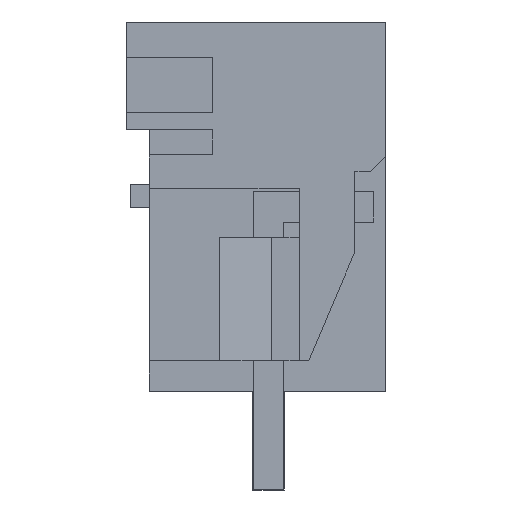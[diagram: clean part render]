
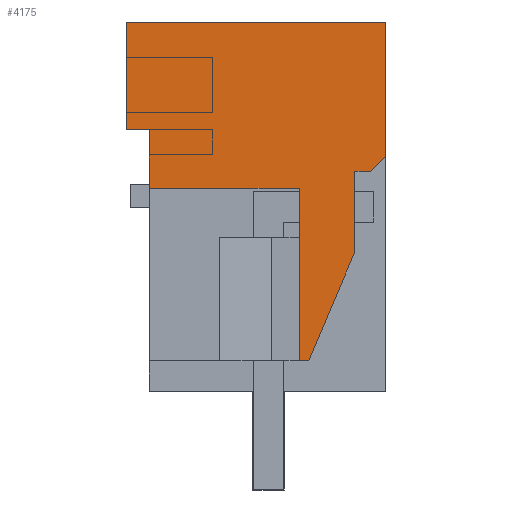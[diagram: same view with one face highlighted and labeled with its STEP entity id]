
A CAD part, left-side view. The second image highlights one B-rep face of the part: STEP entity #4175.
In plain terms, the highlighted planar face has unit normal (-1, 0, 0).
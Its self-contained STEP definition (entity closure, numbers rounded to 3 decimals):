
#4100=AXIS2_PLACEMENT_3D('Plane Axis2P3D',#4097,#4098,#4099) ;
#2145=CARTESIAN_POINT('Vertex',(0.,0.,15.2)) ;
#2148=CARTESIAN_POINT('Line Origine',(0.,0.,13.023)) ;
#2152=CARTESIAN_POINT('Vertex',(0.,0.,10.846)) ;
#3037=CARTESIAN_POINT('Vertex',(0.,7.68,9.8)) ;
#3040=CARTESIAN_POINT('Line Origine',(0.,7.68,10.75)) ;
#3044=CARTESIAN_POINT('Vertex',(0.,7.68,11.7)) ;
#4078=CARTESIAN_POINT('Line Origine',(0.,0.25,10.596)) ;
#4082=CARTESIAN_POINT('Vertex',(0.,0.5,10.346)) ;
#4097=CARTESIAN_POINT('Axis2P3D Location',(0.,-1.5,3.2)) ;
#4102=CARTESIAN_POINT('Line Origine',(0.,4.215,15.2)) ;
#4106=CARTESIAN_POINT('Vertex',(0.,8.43,15.2)) ;
#4109=CARTESIAN_POINT('Line Origine',(0.,8.43,13.45)) ;
#4113=CARTESIAN_POINT('Vertex',(0.,8.43,11.7)) ;
#4116=CARTESIAN_POINT('Line Origine',(0.,8.055,11.7)) ;
#4121=CARTESIAN_POINT('Line Origine',(0.,5.245,9.8)) ;
#4125=CARTESIAN_POINT('Vertex',(0.,2.81,9.8)) ;
#4128=CARTESIAN_POINT('Line Origine',(0.,2.81,7.)) ;
#4132=CARTESIAN_POINT('Vertex',(0.,2.81,4.2)) ;
#4135=CARTESIAN_POINT('Line Origine',(0.,2.655,4.2)) ;
#4139=CARTESIAN_POINT('Vertex',(0.,2.501,4.2)) ;
#4142=CARTESIAN_POINT('Line Origine',(0.,1.752,5.968)) ;
#4146=CARTESIAN_POINT('Vertex',(0.,1.003,7.735)) ;
#4149=CARTESIAN_POINT('Line Origine',(0.,1.003,9.041)) ;
#4153=CARTESIAN_POINT('Vertex',(0.,1.003,10.346)) ;
#4156=CARTESIAN_POINT('Line Origine',(0.,0.751,10.346)) ;
#2149=DIRECTION('Vector Direction',(0.,0.,1.)) ;
#3041=DIRECTION('Vector Direction',(0.,0.,-1.)) ;
#4079=DIRECTION('Vector Direction',(0.,-0.707,0.707)) ;
#4098=DIRECTION('Axis2P3D Direction',(-1.,0.,0.)) ;
#4099=DIRECTION('Axis2P3D XDirection',(0.,0.,1.)) ;
#4103=DIRECTION('Vector Direction',(0.,1.,0.)) ;
#4110=DIRECTION('Vector Direction',(0.,0.,-1.)) ;
#4117=DIRECTION('Vector Direction',(0.,-1.,0.)) ;
#4122=DIRECTION('Vector Direction',(0.,-1.,0.)) ;
#4129=DIRECTION('Vector Direction',(0.,0.,-1.)) ;
#4136=DIRECTION('Vector Direction',(0.,1.,0.)) ;
#4143=DIRECTION('Vector Direction',(0.,0.39,-0.921)) ;
#4150=DIRECTION('Vector Direction',(0.,0.,-1.)) ;
#4157=DIRECTION('Vector Direction',(0.,-1.,0.)) ;
#2150=VECTOR('Line Direction',#2149,1.) ;
#3042=VECTOR('Line Direction',#3041,1.) ;
#4080=VECTOR('Line Direction',#4079,1.) ;
#4104=VECTOR('Line Direction',#4103,1.) ;
#4111=VECTOR('Line Direction',#4110,1.) ;
#4118=VECTOR('Line Direction',#4117,1.) ;
#4123=VECTOR('Line Direction',#4122,1.) ;
#4130=VECTOR('Line Direction',#4129,1.) ;
#4137=VECTOR('Line Direction',#4136,1.) ;
#4144=VECTOR('Line Direction',#4143,1.) ;
#4151=VECTOR('Line Direction',#4150,1.) ;
#4158=VECTOR('Line Direction',#4157,1.) ;
#4162=ORIENTED_EDGE('',*,*,#2154,.T.) ;
#4163=ORIENTED_EDGE('',*,*,#4108,.T.) ;
#4164=ORIENTED_EDGE('',*,*,#4115,.T.) ;
#4165=ORIENTED_EDGE('',*,*,#4120,.T.) ;
#4166=ORIENTED_EDGE('',*,*,#3046,.T.) ;
#4167=ORIENTED_EDGE('',*,*,#4127,.T.) ;
#4168=ORIENTED_EDGE('',*,*,#4134,.T.) ;
#4169=ORIENTED_EDGE('',*,*,#4141,.F.) ;
#4170=ORIENTED_EDGE('',*,*,#4148,.F.) ;
#4171=ORIENTED_EDGE('',*,*,#4155,.F.) ;
#4172=ORIENTED_EDGE('',*,*,#4160,.F.) ;
#4173=ORIENTED_EDGE('',*,*,#4084,.F.) ;
#4175=ADVANCED_FACE('HOUSING',(#4174),#4101,.T.) ;
#2154=EDGE_CURVE('',#2153,#2146,#2151,.T.) ;
#3046=EDGE_CURVE('',#3045,#3038,#3043,.T.) ;
#4084=EDGE_CURVE('',#2153,#4083,#4081,.F.) ;
#4108=EDGE_CURVE('',#2146,#4107,#4105,.T.) ;
#4115=EDGE_CURVE('',#4107,#4114,#4112,.T.) ;
#4120=EDGE_CURVE('',#4114,#3045,#4119,.T.) ;
#4127=EDGE_CURVE('',#3038,#4126,#4124,.T.) ;
#4134=EDGE_CURVE('',#4126,#4133,#4131,.T.) ;
#4141=EDGE_CURVE('',#4140,#4133,#4138,.T.) ;
#4148=EDGE_CURVE('',#4147,#4140,#4145,.T.) ;
#4155=EDGE_CURVE('',#4154,#4147,#4152,.T.) ;
#4160=EDGE_CURVE('',#4083,#4154,#4159,.F.) ;
#4161=EDGE_LOOP('',(#4162,#4163,#4164,#4165,#4166,#4167,#4168,#4169,#4170,#4171,#4172,#4173)) ;
#4174=FACE_OUTER_BOUND('',#4161,.T.) ;
#2151=LINE('Line',#2148,#2150) ;
#3043=LINE('Line',#3040,#3042) ;
#4081=LINE('Line',#4078,#4080) ;
#4105=LINE('Line',#4102,#4104) ;
#4112=LINE('Line',#4109,#4111) ;
#4119=LINE('Line',#4116,#4118) ;
#4124=LINE('Line',#4121,#4123) ;
#4131=LINE('Line',#4128,#4130) ;
#4138=LINE('Line',#4135,#4137) ;
#4145=LINE('Line',#4142,#4144) ;
#4152=LINE('Line',#4149,#4151) ;
#4159=LINE('Line',#4156,#4158) ;
#4101=PLANE('',#4100) ;
#2146=VERTEX_POINT('',#2145) ;
#2153=VERTEX_POINT('',#2152) ;
#3038=VERTEX_POINT('',#3037) ;
#3045=VERTEX_POINT('',#3044) ;
#4083=VERTEX_POINT('',#4082) ;
#4107=VERTEX_POINT('',#4106) ;
#4114=VERTEX_POINT('',#4113) ;
#4126=VERTEX_POINT('',#4125) ;
#4133=VERTEX_POINT('',#4132) ;
#4140=VERTEX_POINT('',#4139) ;
#4147=VERTEX_POINT('',#4146) ;
#4154=VERTEX_POINT('',#4153) ;
